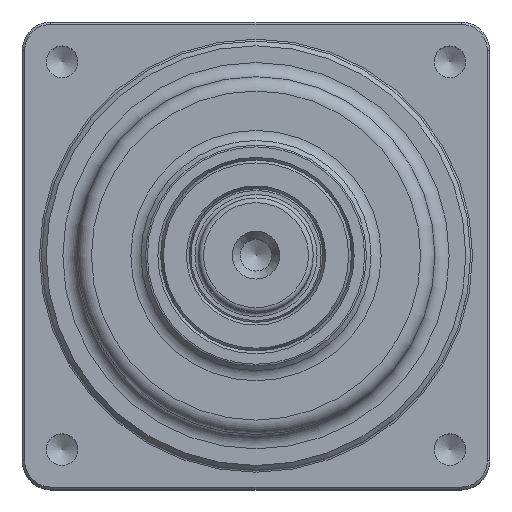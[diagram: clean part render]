
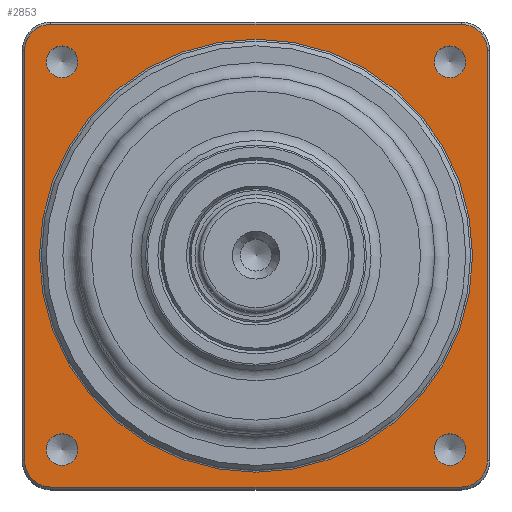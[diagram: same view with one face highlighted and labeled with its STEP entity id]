
A CAD part, top view. The second image highlights one B-rep face of the part: STEP entity #2853.
In plain terms, the highlighted planar face has unit normal (0, 0, 1).
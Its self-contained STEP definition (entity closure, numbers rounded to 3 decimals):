
#2508=CARTESIAN_POINT('',(-43.,48.5,41.5));
#2509=VERTEX_POINT('',#2508);
#2517=CARTESIAN_POINT('',(-48.5,43.,41.5));
#2518=VERTEX_POINT('',#2517);
#2525=CARTESIAN_POINT('',(-43.,43.,41.5));
#2526=DIRECTION('',(0.0,0.0,-1.0));
#2527=DIRECTION('',(0.0,1.0,0.0));
#2528=AXIS2_PLACEMENT_3D('',#2525,#2526,#2527);
#2529=CIRCLE('',#2528,5.5);
#2530=EDGE_CURVE('',#2518,#2509,#2529,.T.);
#2542=CARTESIAN_POINT('',(-48.5,-43.,41.5));
#2543=VERTEX_POINT('',#2542);
#2550=CARTESIAN_POINT('',(-48.5,-43.,41.5));
#2551=DIRECTION('',(0.0,1.0,0.0));
#2552=VECTOR('',#2551,86.);
#2553=LINE('',#2550,#2552);
#2554=EDGE_CURVE('',#2543,#2518,#2553,.T.);
#2566=CARTESIAN_POINT('',(-43.,-48.5,41.5));
#2567=VERTEX_POINT('',#2566);
#2574=CARTESIAN_POINT('',(-43.,-43.,41.5));
#2575=DIRECTION('',(0.0,0.0,-1.0));
#2576=DIRECTION('',(-1.0,0.0,0.0));
#2577=AXIS2_PLACEMENT_3D('',#2574,#2575,#2576);
#2578=CIRCLE('',#2577,5.5);
#2579=EDGE_CURVE('',#2567,#2543,#2578,.T.);
#2591=CARTESIAN_POINT('',(43.,-48.5,41.5));
#2592=VERTEX_POINT('',#2591);
#2599=CARTESIAN_POINT('',(43.,-48.5,41.5));
#2600=DIRECTION('',(-1.0,0.0,0.0));
#2601=VECTOR('',#2600,86.);
#2602=LINE('',#2599,#2601);
#2603=EDGE_CURVE('',#2592,#2567,#2602,.T.);
#2615=CARTESIAN_POINT('',(48.5,-43.,41.5));
#2616=VERTEX_POINT('',#2615);
#2623=CARTESIAN_POINT('',(43.,-43.,41.5));
#2624=DIRECTION('',(0.0,0.0,-1.0));
#2625=DIRECTION('',(0.0,-1.0,0.0));
#2626=AXIS2_PLACEMENT_3D('',#2623,#2624,#2625);
#2627=CIRCLE('',#2626,5.5);
#2628=EDGE_CURVE('',#2616,#2592,#2627,.T.);
#2640=CARTESIAN_POINT('',(48.5,43.,41.5));
#2641=VERTEX_POINT('',#2640);
#2648=CARTESIAN_POINT('',(48.5,43.,41.5));
#2649=DIRECTION('',(0.0,-1.0,0.0));
#2650=VECTOR('',#2649,86.);
#2651=LINE('',#2648,#2650);
#2652=EDGE_CURVE('',#2641,#2616,#2651,.T.);
#2664=CARTESIAN_POINT('',(43.,48.5,41.5));
#2665=VERTEX_POINT('',#2664);
#2672=CARTESIAN_POINT('',(43.,43.,41.5));
#2673=DIRECTION('',(0.0,0.0,-1.0));
#2674=DIRECTION('',(1.0,0.0,0.0));
#2675=AXIS2_PLACEMENT_3D('',#2672,#2673,#2674);
#2676=CIRCLE('',#2675,5.5);
#2677=EDGE_CURVE('',#2665,#2641,#2676,.T.);
#2688=CARTESIAN_POINT('',(-43.,48.5,41.5));
#2689=DIRECTION('',(1.0,0.0,0.0));
#2690=VECTOR('',#2689,86.);
#2691=LINE('',#2688,#2690);
#2692=EDGE_CURVE('',#2509,#2665,#2691,.T.);
#2783=CARTESIAN_POINT('',(0.,0.,41.5));
#2784=DIRECTION('',(0.0,0.0,1.0));
#2785=DIRECTION('',(1.0,0.0,0.0));
#2786=AXIS2_PLACEMENT_3D('',#2783,#2784,#2785);
#2787=PLANE('',#2786);
#2788=ORIENTED_EDGE('',*,*,#2692,.F.);
#2789=ORIENTED_EDGE('',*,*,#2530,.F.);
#2790=ORIENTED_EDGE('',*,*,#2554,.F.);
#2791=ORIENTED_EDGE('',*,*,#2579,.F.);
#2792=ORIENTED_EDGE('',*,*,#2603,.F.);
#2793=ORIENTED_EDGE('',*,*,#2628,.F.);
#2794=ORIENTED_EDGE('',*,*,#2652,.F.);
#2795=ORIENTED_EDGE('',*,*,#2677,.F.);
#2796=EDGE_LOOP('',(#2788,#2789,#2790,#2791,#2792,#2793,#2794,#2795));
#2797=FACE_OUTER_BOUND('',#2796,.T.);
#2798=CARTESIAN_POINT('',(-40.659,43.982,41.5));
#2799=VERTEX_POINT('',#2798);
#2800=CARTESIAN_POINT('',(-40.659,40.659,41.5));
#2801=DIRECTION('',(0.0,0.0,-1.0));
#2802=DIRECTION('',(0.0,1.0,0.0));
#2803=AXIS2_PLACEMENT_3D('',#2800,#2801,#2802);
#2804=CIRCLE('',#2803,3.324);
#2805=EDGE_CURVE('',#2799,#2799,#2804,.T.);
#2806=ORIENTED_EDGE('',*,*,#2805,.T.);
#2807=EDGE_LOOP('',(#2806));
#2808=FACE_BOUND('',#2807,.T.);
#2809=CARTESIAN_POINT('',(-43.982,-40.659,41.5));
#2810=VERTEX_POINT('',#2809);
#2811=CARTESIAN_POINT('',(-40.659,-40.659,41.5));
#2812=DIRECTION('',(0.0,0.0,-1.0));
#2813=DIRECTION('',(-1.0,0.0,0.0));
#2814=AXIS2_PLACEMENT_3D('',#2811,#2812,#2813);
#2815=CIRCLE('',#2814,3.324);
#2816=EDGE_CURVE('',#2810,#2810,#2815,.T.);
#2817=ORIENTED_EDGE('',*,*,#2816,.T.);
#2818=EDGE_LOOP('',(#2817));
#2819=FACE_BOUND('',#2818,.T.);
#2820=CARTESIAN_POINT('',(40.659,-43.982,41.5));
#2821=VERTEX_POINT('',#2820);
#2822=CARTESIAN_POINT('',(40.659,-40.659,41.5));
#2823=DIRECTION('',(0.0,0.0,-1.0));
#2824=DIRECTION('',(0.0,-1.0,0.0));
#2825=AXIS2_PLACEMENT_3D('',#2822,#2823,#2824);
#2826=CIRCLE('',#2825,3.324);
#2827=EDGE_CURVE('',#2821,#2821,#2826,.T.);
#2828=ORIENTED_EDGE('',*,*,#2827,.T.);
#2829=EDGE_LOOP('',(#2828));
#2830=FACE_BOUND('',#2829,.T.);
#2831=CARTESIAN_POINT('',(43.982,40.659,41.5));
#2832=VERTEX_POINT('',#2831);
#2833=CARTESIAN_POINT('',(40.659,40.659,41.5));
#2834=DIRECTION('',(0.0,0.0,-1.0));
#2835=DIRECTION('',(1.0,0.0,0.0));
#2836=AXIS2_PLACEMENT_3D('',#2833,#2834,#2835);
#2837=CIRCLE('',#2836,3.324);
#2838=EDGE_CURVE('',#2832,#2832,#2837,.T.);
#2839=ORIENTED_EDGE('',*,*,#2838,.T.);
#2840=EDGE_LOOP('',(#2839));
#2841=FACE_BOUND('',#2840,.T.);
#2842=CARTESIAN_POINT('',(45.4,0.,41.5));
#2843=VERTEX_POINT('',#2842);
#2844=CARTESIAN_POINT('',(0.0,0.0,41.5));
#2845=DIRECTION('',(0.0,0.0,1.0));
#2846=DIRECTION('',(-1.0,0.0,0.0));
#2847=AXIS2_PLACEMENT_3D('',#2844,#2845,#2846);
#2848=CIRCLE('',#2847,45.4);
#2849=EDGE_CURVE('',#2843,#2843,#2848,.T.);
#2850=ORIENTED_EDGE('',*,*,#2849,.F.);
#2851=EDGE_LOOP('',(#2850));
#2852=FACE_BOUND('',#2851,.T.);
#2853=ADVANCED_FACE('',(#2797,#2808,#2819,#2830,#2841,#2852),#2787,.T.);
